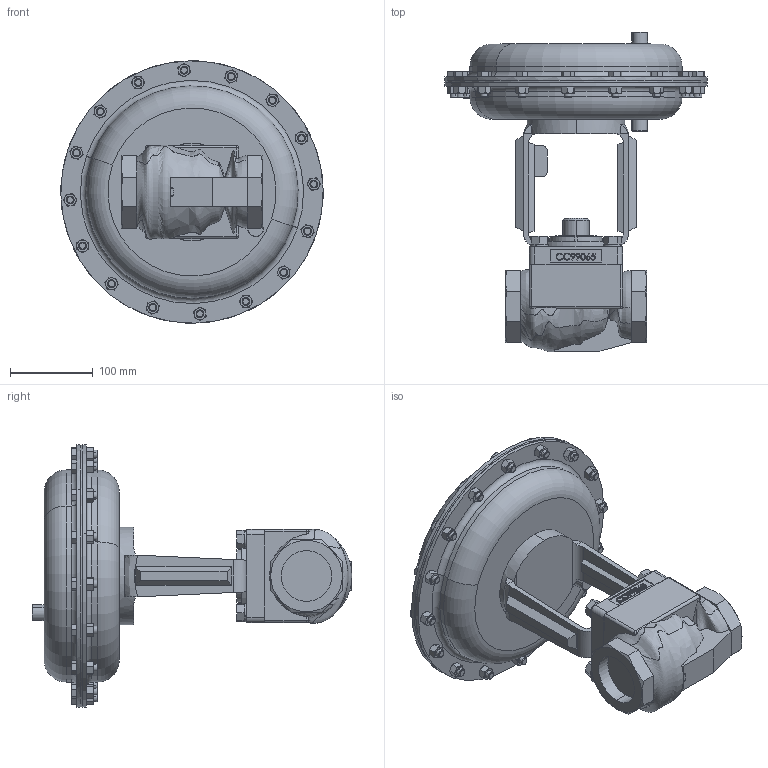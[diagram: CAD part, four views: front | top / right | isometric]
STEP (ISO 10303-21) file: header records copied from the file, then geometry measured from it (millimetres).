
FILE_DESCRIPTION (( 'STEP AP203' ), '1' );
FILE_NAME ('78-200-BR+CS+S6-SW-55M.step', '2017-09-25T13:16:49', ( '' ), ( '' ), 'SwSTEP 2.0', 'SolidWorks 2014', '' );
FILE_SCHEMA (( 'CONFIG_CONTROL_DESIGN' ));
Products named in the file (1): 78-200-BR+CS+S6-SW-55M
Bounding box: 317.42 x 386.88 x 317.42 mm (x, y, z)
Volume: 6504513.7 mm3; surface area: 554823 mm2
Topology: 2 solids, 2 shells, 1212 faces, 2821 edges, 1767 vertices
Faces by surface type: plane 523, cone 377, cylinder 186, bspline 100, torus 18, sphere 8
Entity records: 50958 total; most frequent: CARTESIAN_POINT 24933, ORIENTED_EDGE 5638, DIRECTION 4798, EDGE_CURVE 2819, AXIS2_PLACEMENT_3D 1857, VERTEX_POINT 1767, EDGE_LOOP 1378, ADVANCED_FACE 1212
